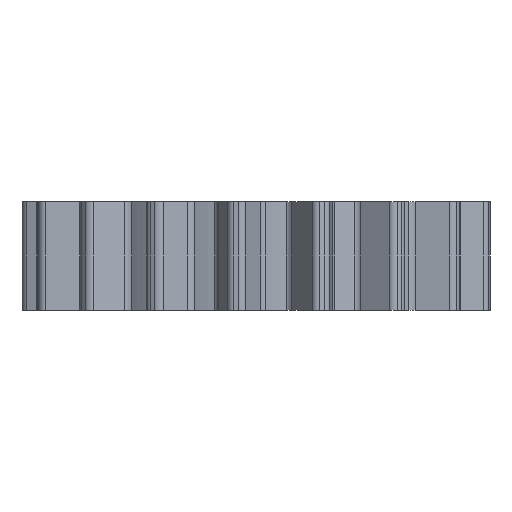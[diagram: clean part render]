
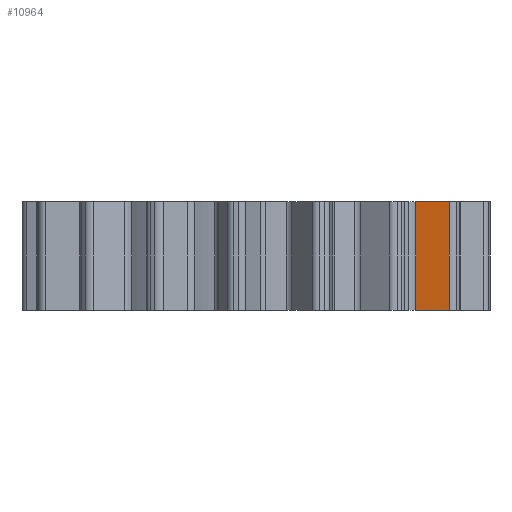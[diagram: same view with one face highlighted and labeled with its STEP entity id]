
A CAD part, left-side view. The second image highlights one B-rep face of the part: STEP entity #10964.
In plain terms, the highlighted planar face has unit normal (-0.979, 0.204, 0).
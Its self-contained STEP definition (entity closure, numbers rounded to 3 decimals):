
#72 = PLANE('',#73);
#73 = AXIS2_PLACEMENT_3D('',#74,#75,#76);
#74 = CARTESIAN_POINT('',(0.508,12.736,6.));
#75 = DIRECTION('',(0.,0.,1.));
#76 = DIRECTION('',(1.,0.,0.));
#126 = PLANE('',#127);
#127 = AXIS2_PLACEMENT_3D('',#128,#129,#130);
#128 = CARTESIAN_POINT('',(0.508,12.736,0.));
#129 = DIRECTION('',(0.,0.,-1.));
#130 = DIRECTION('',(-1.,0.,0.));
#2815 = VERTEX_POINT('',#2816);
#2816 = CARTESIAN_POINT('',(-7.136,-10.561,0.));
#2835 = CYLINDRICAL_SURFACE('',#2836,0.4);
#2836 = AXIS2_PLACEMENT_3D('',#2837,#2838,#2839);
#2837 = CARTESIAN_POINT('',(-6.745,-10.643,0.));
#2838 = DIRECTION('',(0.,0.,-1.));
#2839 = DIRECTION('',(-0.85,0.526,0.));
#2847 = EDGE_CURVE('',#2815,#2848,#2850,.T.);
#2848 = VERTEX_POINT('',#2849);
#2849 = CARTESIAN_POINT('',(-6.751,-8.71,0.));
#2850 = SURFACE_CURVE('',#2851,(#2855,#2862),.PCURVE_S1.);
#2851 = LINE('',#2852,#2853);
#2852 = CARTESIAN_POINT('',(-7.136,-10.561,0.));
#2853 = VECTOR('',#2854,1.);
#2854 = DIRECTION('',(0.204,0.979,0.));
#2855 = PCURVE('',#126,#2856);
#2856 = DEFINITIONAL_REPRESENTATION('',(#2857),#2861);
#2857 = LINE('',#2858,#2859);
#2858 = CARTESIAN_POINT('',(7.644,-23.297));
#2859 = VECTOR('',#2860,1.);
#2860 = DIRECTION('',(-0.204,0.979));
#2861 = ( GEOMETRIC_REPRESENTATION_CONTEXT(2) 
PARAMETRIC_REPRESENTATION_CONTEXT() REPRESENTATION_CONTEXT('2D SPACE',''
  ) );
#2862 = PCURVE('',#2863,#2868);
#2863 = PLANE('',#2864);
#2864 = AXIS2_PLACEMENT_3D('',#2865,#2866,#2867);
#2865 = CARTESIAN_POINT('',(-7.136,-10.561,0.));
#2866 = DIRECTION('',(-0.979,0.204,0.));
#2867 = DIRECTION('',(0.204,0.979,0.));
#2868 = DEFINITIONAL_REPRESENTATION('',(#2869),#2873);
#2869 = LINE('',#2870,#2871);
#2870 = CARTESIAN_POINT('',(0.,0.));
#2871 = VECTOR('',#2872,1.);
#2872 = DIRECTION('',(1.,0.));
#2873 = ( GEOMETRIC_REPRESENTATION_CONTEXT(2) 
PARAMETRIC_REPRESENTATION_CONTEXT() REPRESENTATION_CONTEXT('2D SPACE',''
  ) );
#2896 = CYLINDRICAL_SURFACE('',#2897,0.6);
#2897 = AXIS2_PLACEMENT_3D('',#2898,#2899,#2900);
#2898 = CARTESIAN_POINT('',(-7.338,-8.588,0.));
#2899 = DIRECTION('',(0.,0.,-1.));
#2900 = DIRECTION('',(-0.85,0.526,0.));
#5972 = VERTEX_POINT('',#5973);
#5973 = CARTESIAN_POINT('',(-6.751,-8.71,6.));
#5995 = EDGE_CURVE('',#5996,#5972,#5998,.T.);
#5996 = VERTEX_POINT('',#5997);
#5997 = CARTESIAN_POINT('',(-7.136,-10.561,6.));
#5998 = SURFACE_CURVE('',#5999,(#6003,#6010),.PCURVE_S1.);
#5999 = LINE('',#6000,#6001);
#6000 = CARTESIAN_POINT('',(-7.136,-10.561,6.));
#6001 = VECTOR('',#6002,1.);
#6002 = DIRECTION('',(0.204,0.979,0.));
#6003 = PCURVE('',#72,#6004);
#6004 = DEFINITIONAL_REPRESENTATION('',(#6005),#6009);
#6005 = LINE('',#6006,#6007);
#6006 = CARTESIAN_POINT('',(-7.644,-23.297));
#6007 = VECTOR('',#6008,1.);
#6008 = DIRECTION('',(0.204,0.979));
#6009 = ( GEOMETRIC_REPRESENTATION_CONTEXT(2) 
PARAMETRIC_REPRESENTATION_CONTEXT() REPRESENTATION_CONTEXT('2D SPACE',''
  ) );
#6010 = PCURVE('',#2863,#6011);
#6011 = DEFINITIONAL_REPRESENTATION('',(#6012),#6016);
#6012 = LINE('',#6013,#6014);
#6013 = CARTESIAN_POINT('',(0.,-6.));
#6014 = VECTOR('',#6015,1.);
#6015 = DIRECTION('',(1.,0.));
#6016 = ( GEOMETRIC_REPRESENTATION_CONTEXT(2) 
PARAMETRIC_REPRESENTATION_CONTEXT() REPRESENTATION_CONTEXT('2D SPACE',''
  ) );
#10914 = EDGE_CURVE('',#2848,#5972,#10915,.T.);
#10915 = SURFACE_CURVE('',#10916,(#10920,#10927),.PCURVE_S1.);
#10916 = LINE('',#10917,#10918);
#10917 = CARTESIAN_POINT('',(-6.751,-8.71,0.));
#10918 = VECTOR('',#10919,1.);
#10919 = DIRECTION('',(0.,0.,1.));
#10920 = PCURVE('',#2896,#10921);
#10921 = DEFINITIONAL_REPRESENTATION('',(#10922),#10926);
#10922 = LINE('',#10923,#10924);
#10923 = CARTESIAN_POINT('',(-3.491,0.));
#10924 = VECTOR('',#10925,1.);
#10925 = DIRECTION('',(-0.,-1.));
#10926 = ( GEOMETRIC_REPRESENTATION_CONTEXT(2) 
PARAMETRIC_REPRESENTATION_CONTEXT() REPRESENTATION_CONTEXT('2D SPACE',''
  ) );
#10927 = PCURVE('',#2863,#10928);
#10928 = DEFINITIONAL_REPRESENTATION('',(#10929),#10933);
#10929 = LINE('',#10930,#10931);
#10930 = CARTESIAN_POINT('',(1.891,0.));
#10931 = VECTOR('',#10932,1.);
#10932 = DIRECTION('',(0.,-1.));
#10933 = ( GEOMETRIC_REPRESENTATION_CONTEXT(2) 
PARAMETRIC_REPRESENTATION_CONTEXT() REPRESENTATION_CONTEXT('2D SPACE',''
  ) );
#10964 = ADVANCED_FACE('',(#10965),#2863,.T.);
#10965 = FACE_BOUND('',#10966,.T.);
#10966 = EDGE_LOOP('',(#10967,#10988,#10989,#10990));
#10967 = ORIENTED_EDGE('',*,*,#10968,.T.);
#10968 = EDGE_CURVE('',#2815,#5996,#10969,.T.);
#10969 = SURFACE_CURVE('',#10970,(#10974,#10981),.PCURVE_S1.);
#10970 = LINE('',#10971,#10972);
#10971 = CARTESIAN_POINT('',(-7.136,-10.561,0.));
#10972 = VECTOR('',#10973,1.);
#10973 = DIRECTION('',(0.,0.,1.));
#10974 = PCURVE('',#2863,#10975);
#10975 = DEFINITIONAL_REPRESENTATION('',(#10976),#10980);
#10976 = LINE('',#10977,#10978);
#10977 = CARTESIAN_POINT('',(0.,0.));
#10978 = VECTOR('',#10979,1.);
#10979 = DIRECTION('',(0.,-1.));
#10980 = ( GEOMETRIC_REPRESENTATION_CONTEXT(2) 
PARAMETRIC_REPRESENTATION_CONTEXT() REPRESENTATION_CONTEXT('2D SPACE',''
  ) );
#10981 = PCURVE('',#2835,#10982);
#10982 = DEFINITIONAL_REPRESENTATION('',(#10983),#10987);
#10983 = LINE('',#10984,#10985);
#10984 = CARTESIAN_POINT('',(-0.349,0.));
#10985 = VECTOR('',#10986,1.);
#10986 = DIRECTION('',(-0.,-1.));
#10987 = ( GEOMETRIC_REPRESENTATION_CONTEXT(2) 
PARAMETRIC_REPRESENTATION_CONTEXT() REPRESENTATION_CONTEXT('2D SPACE',''
  ) );
#10988 = ORIENTED_EDGE('',*,*,#5995,.T.);
#10989 = ORIENTED_EDGE('',*,*,#10914,.F.);
#10990 = ORIENTED_EDGE('',*,*,#2847,.F.);
